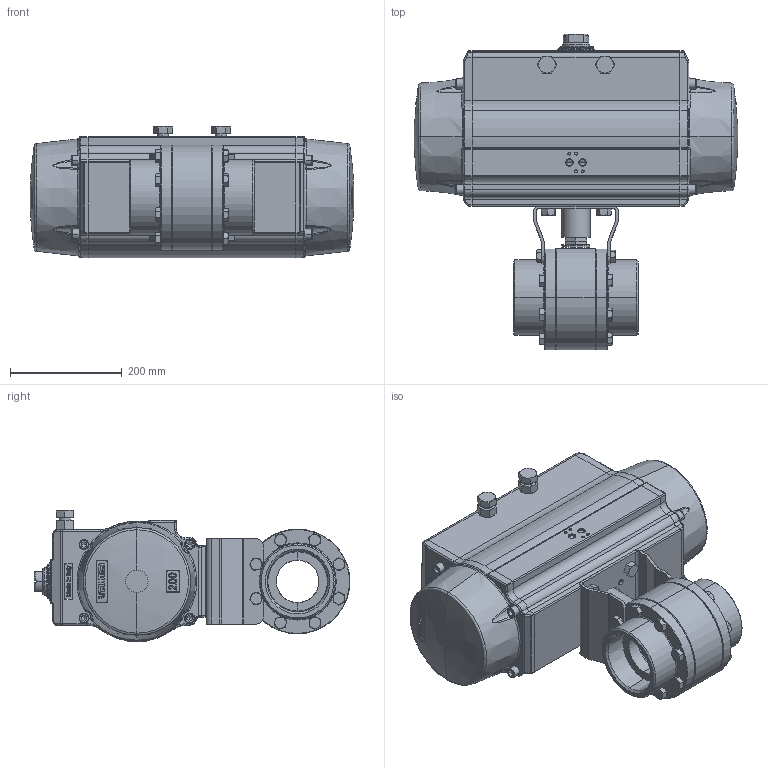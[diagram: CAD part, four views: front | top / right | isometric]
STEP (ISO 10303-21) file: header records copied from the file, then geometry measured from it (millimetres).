
FILE_DESCRIPTION (( 'STEP AP203' ), '1' );
FILE_NAME ('3000R-400-PT_UT-6.STEP', '2017-11-08T21:03:28', ( '' ), ( '' ), 'SwSTEP 2.0', 'SolidWorks 2014', '' );
FILE_SCHEMA (( 'CONFIG_CONTROL_DESIGN' ));
Products named in the file (1): 3000R-400-PT_UT-6
Bounding box: 578.33 x 565.31 x 235.4 mm (x, y, z)
Surface area: 961422.2 mm2 (no closed solid volume)
Topology: 0 solids, 47 shells, 1345 faces, 4481 edges, 3028 vertices
Faces by surface type: plane 484, bspline 298, cone 292, cylinder 225, sphere 38, torus 8
Entity records: 79883 total; most frequent: CARTESIAN_POINT 45638, ORIENTED_EDGE 7079, DIRECTION 5931, EDGE_CURVE 4440, VERTEX_POINT 3028, AXIS2_PLACEMENT_3D 2142, VECTOR 1647, LINE 1647
